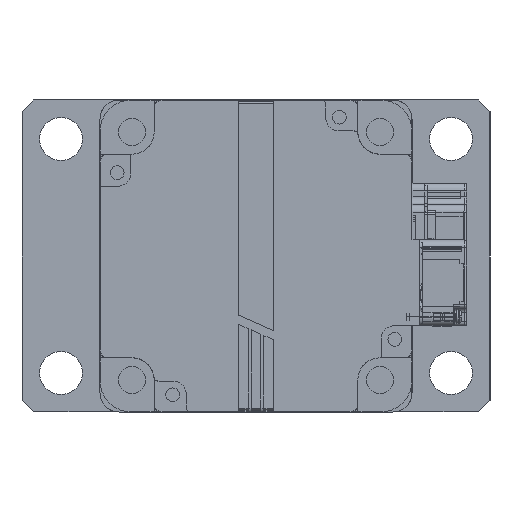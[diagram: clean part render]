
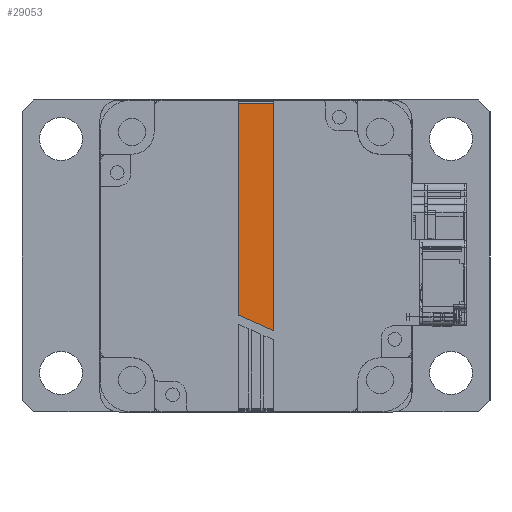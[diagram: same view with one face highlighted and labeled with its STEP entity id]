
A CAD part, front view. The second image highlights one B-rep face of the part: STEP entity #29053.
In plain terms, the highlighted face is planar.
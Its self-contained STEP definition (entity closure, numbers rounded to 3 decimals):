
#2233 = DIRECTION ( 'NONE',  ( 0., -1., 0. ) ) ;
#2365 = VERTEX_POINT ( 'NONE', #3642 ) ;
#3642 = CARTESIAN_POINT ( 'NONE',  ( -15.143, -4.5, -135.5 ) ) ;
#4888 = LINE ( 'NONE', #73276, #12579 ) ;
#12579 = VECTOR ( 'NONE', #16614, 1000. ) ;
#13969 = LINE ( 'NONE', #30212, #57238 ) ;
#14971 = EDGE_LOOP ( 'NONE', ( #55752, #30309, #26140, #29097 ) ) ;
#16149 = CARTESIAN_POINT ( 'NONE',  ( -19.15, 4.5, -135.5 ) ) ;
#16614 = DIRECTION ( 'NONE',  ( -1., 0., 0. ) ) ;
#17522 = DIRECTION ( 'NONE',  ( 1., 0., 0. ) ) ;
#17752 = EDGE_CURVE ( 'NONE', #2365, #23489, #69264, .T. ) ;
#19617 = CARTESIAN_POINT ( 'NONE',  ( 39., 4.5, -135.5 ) ) ;
#19906 = VECTOR ( 'NONE', #2233, 1000. ) ;
#22810 = DIRECTION ( 'NONE',  ( 0., 0., 1. ) ) ;
#23489 = VERTEX_POINT ( 'NONE', #37464 ) ;
#26140 = ORIENTED_EDGE ( 'NONE', *, *, #51789, .F. ) ;
#26576 = CARTESIAN_POINT ( 'NONE',  ( 39., 4.5, -135.5 ) ) ;
#27385 = CARTESIAN_POINT ( 'NONE',  ( 0., 0., -135.5 ) ) ;
#29053 = ADVANCED_FACE ( 'NONE', ( #50805 ), #62109, .F. ) ;
#29097 = ORIENTED_EDGE ( 'NONE', *, *, #29949, .F. ) ;
#29949 = EDGE_CURVE ( 'NONE', #69442, #60353, #4888, .T. ) ;
#30212 = CARTESIAN_POINT ( 'NONE',  ( -19.15, 4.5, -135.5 ) ) ;
#30309 = ORIENTED_EDGE ( 'NONE', *, *, #17752, .F. ) ;
#37464 = CARTESIAN_POINT ( 'NONE',  ( 39., -4.5, -135.5 ) ) ;
#40186 = DIRECTION ( 'NONE',  ( 1., 0., 0. ) ) ;
#41547 = DIRECTION ( 'NONE',  ( 0.407, -0.914, 0. ) ) ;
#47966 = LINE ( 'NONE', #19617, #19906 ) ;
#50805 = FACE_OUTER_BOUND ( 'NONE', #14971, .T. ) ;
#51789 = EDGE_CURVE ( 'NONE', #60353, #2365, #13969, .T. ) ;
#51814 = EDGE_CURVE ( 'NONE', #69442, #23489, #47966, .T. ) ;
#52085 = VECTOR ( 'NONE', #17522, 1000. ) ;
#52284 = CARTESIAN_POINT ( 'NONE',  ( -15.143, -4.5, -135.5 ) ) ;
#55752 = ORIENTED_EDGE ( 'NONE', *, *, #51814, .T. ) ;
#57238 = VECTOR ( 'NONE', #41547, 1000. ) ;
#60052 = AXIS2_PLACEMENT_3D ( 'NONE', #27385, #22810, #40186 ) ;
#60353 = VERTEX_POINT ( 'NONE', #16149 ) ;
#62109 = PLANE ( 'NONE',  #60052 ) ;
#69264 = LINE ( 'NONE', #52284, #52085 ) ;
#69442 = VERTEX_POINT ( 'NONE', #26576 ) ;
#73276 = CARTESIAN_POINT ( 'NONE',  ( 39., 4.5, -135.5 ) ) ;
